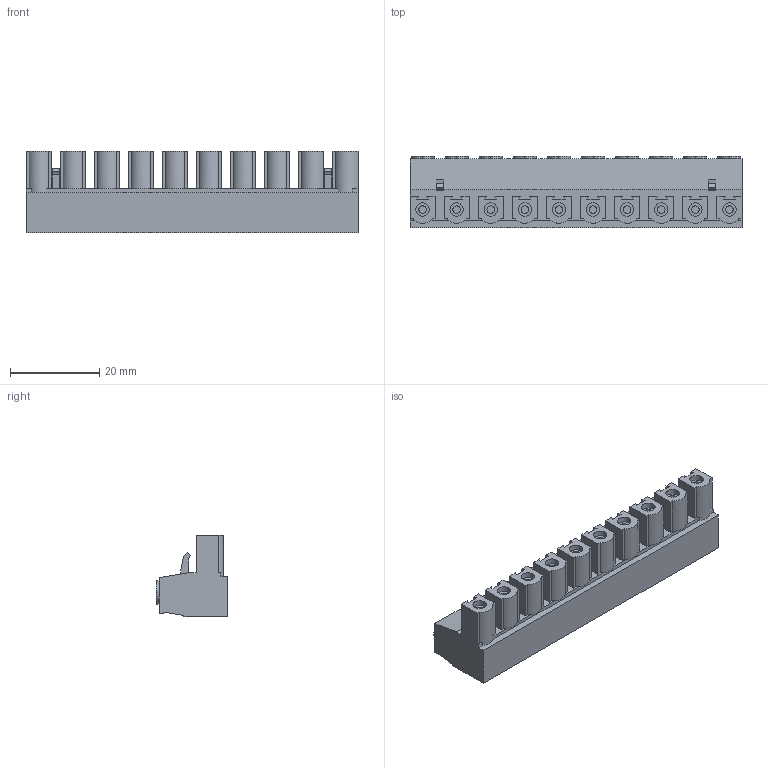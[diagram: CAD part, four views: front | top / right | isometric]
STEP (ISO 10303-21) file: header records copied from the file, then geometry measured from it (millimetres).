
FILE_DESCRIPTION (( 'STEP AP203' ), '1' );
FILE_NAME ('SOKETLI BASKILI DEVRE KLEMENSI - 7,62 MM DISI - 10 LI.STEP', '2018-09-20T06:03:21', ( 'user' ), ( '' ), 'SwSTEP 2.0', 'SolidWorks 2016', '' );
FILE_SCHEMA (( 'CONFIG_CONTROL_DESIGN' ));
Length unit declared in the file: millimetre
Products named in the file (1): SOKETLI BASKILI DEVRE KLEMENSI  - 7,62 MM DISI - 10 LI
Bounding box: 74.21 x 15.95 x 18.15 mm (x, y, z)
Volume: 11811.3 mm3; surface area: 8074.8 mm2
Topology: 1 solids, 1 shells, 407 faces, 1013 edges, 670 vertices
Faces by surface type: plane 317, cylinder 90
Entity records: 12136 total; most frequent: CARTESIAN_POINT 2091, DIRECTION 2069, ORIENTED_EDGE 2026, EDGE_CURVE 1013, LINE 773, VECTOR 773, VERTEX_POINT 670, AXIS2_PLACEMENT_3D 648
